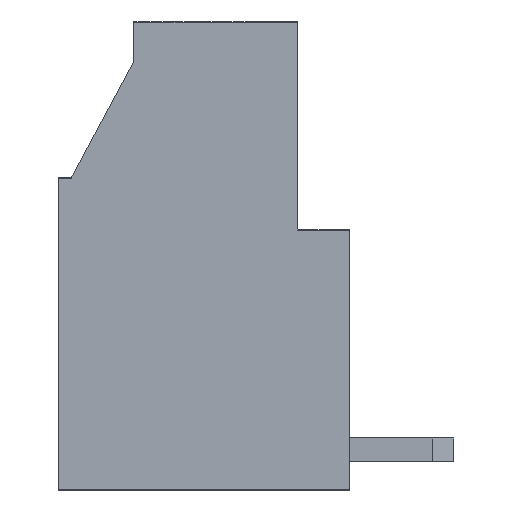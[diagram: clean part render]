
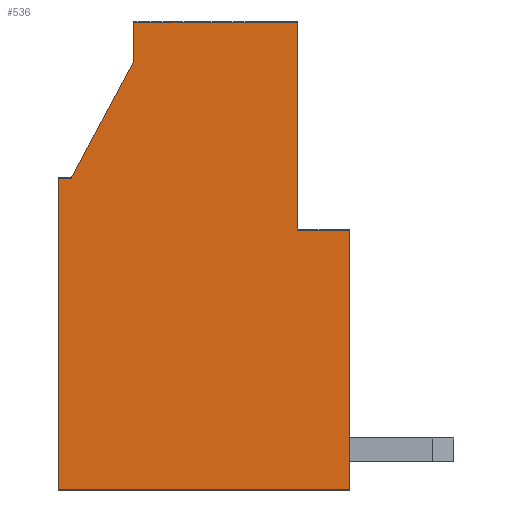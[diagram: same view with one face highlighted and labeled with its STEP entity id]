
A CAD part, front view. The second image highlights one B-rep face of the part: STEP entity #536.
In plain terms, the highlighted planar face has unit normal (0, -1, 0).
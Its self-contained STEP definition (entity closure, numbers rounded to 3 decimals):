
#536 = ADVANCED_FACE( '', ( #1115 ), #1116, .F. );
#1115 = FACE_OUTER_BOUND( '', #1744, .T. );
#1116 = PLANE( '', #1745 );
#1744 = EDGE_LOOP( '', ( #3169, #3170, #3171, #3172, #3173, #3174, #3175, #3176, #3177 ) );
#1745 = AXIS2_PLACEMENT_3D( '', #3178, #3179, #3180 );
#3169 = ORIENTED_EDGE( '', *, *, #4493, .T. );
#3170 = ORIENTED_EDGE( '', *, *, #3981, .T. );
#3171 = ORIENTED_EDGE( '', *, *, #4141, .T. );
#3172 = ORIENTED_EDGE( '', *, *, #4494, .T. );
#3173 = ORIENTED_EDGE( '', *, *, #4386, .T. );
#3174 = ORIENTED_EDGE( '', *, *, #4165, .T. );
#3175 = ORIENTED_EDGE( '', *, *, #3907, .F. );
#3176 = ORIENTED_EDGE( '', *, *, #4495, .F. );
#3177 = ORIENTED_EDGE( '', *, *, #3931, .F. );
#3178 = CARTESIAN_POINT( '', ( 12.32, -2.5, -5.26 ) );
#3179 = DIRECTION( '', ( 0., 1., 0. ) );
#3180 = DIRECTION( '', ( 1., 0., 0. ) );
#3907 = EDGE_CURVE( '', #4679, #4681, #4682, .T. );
#3931 = EDGE_CURVE( '', #4723, #4725, #4726, .T. );
#3981 = EDGE_CURVE( '', #4815, #4813, #4816, .T. );
#4141 = EDGE_CURVE( '', #4813, #5089, #5091, .T. );
#4165 = EDGE_CURVE( '', #5126, #4681, #5127, .T. );
#4386 = EDGE_CURVE( '', #5459, #5126, #5461, .T. );
#4493 = EDGE_CURVE( '', #4723, #4815, #5600, .T. );
#4494 = EDGE_CURVE( '', #5089, #5459, #5601, .T. );
#4495 = EDGE_CURVE( '', #4725, #4679, #5602, .T. );
#4679 = VERTEX_POINT( '', #5820 );
#4681 = VERTEX_POINT( '', #5823 );
#4682 = LINE( '', #5824, #5825 );
#4723 = VERTEX_POINT( '', #5884 );
#4725 = VERTEX_POINT( '', #5887 );
#4726 = LINE( '', #5888, #5889 );
#4813 = VERTEX_POINT( '', #6015 );
#4815 = VERTEX_POINT( '', #6018 );
#4816 = LINE( '', #6019, #6020 );
#5089 = VERTEX_POINT( '', #6419 );
#5091 = LINE( '', #6422, #6423 );
#5126 = VERTEX_POINT( '', #6474 );
#5127 = LINE( '', #6475, #6476 );
#5459 = VERTEX_POINT( '', #6963 );
#5461 = LINE( '', #6966, #6967 );
#5600 = LINE( '', #7178, #7179 );
#5601 = LINE( '', #7180, #7181 );
#5602 = LINE( '', #7182, #7183 );
#5820 = CARTESIAN_POINT( '', ( 2.9, -2.5, 16.5 ) );
#5823 = CARTESIAN_POINT( '', ( 2.9, -2.5, 18. ) );
#5824 = CARTESIAN_POINT( '', ( 2.9, -2.5, -1. ) );
#5825 = VECTOR( '', #7421, 1000. );
#5884 = CARTESIAN_POINT( '', ( 0., -2.5, 12. ) );
#5887 = CARTESIAN_POINT( '', ( 0.5, -2.5, 12. ) );
#5888 = CARTESIAN_POINT( '', ( 5.35, -2.5, 12. ) );
#5889 = VECTOR( '', #7441, 1000. );
#6015 = CARTESIAN_POINT( '', ( 11.2, -2.5, 0. ) );
#6018 = CARTESIAN_POINT( '', ( 0., -2.5, 0. ) );
#6019 = CARTESIAN_POINT( '', ( 5.35, -2.5, 0. ) );
#6020 = VECTOR( '', #7482, 1000. );
#6419 = CARTESIAN_POINT( '', ( 11.2, -2.5, 10. ) );
#6422 = CARTESIAN_POINT( '', ( 11.2, -2.5, -1. ) );
#6423 = VECTOR( '', #7628, 1000. );
#6474 = CARTESIAN_POINT( '', ( 9.2, -2.5, 18. ) );
#6475 = CARTESIAN_POINT( '', ( 5.35, -2.5, 18. ) );
#6476 = VECTOR( '', #7648, 1000. );
#6963 = CARTESIAN_POINT( '', ( 9.2, -2.5, 10. ) );
#6966 = CARTESIAN_POINT( '', ( 9.2, -2.5, -1. ) );
#6967 = VECTOR( '', #7856, 1000. );
#7178 = CARTESIAN_POINT( '', ( 0., -2.5, -1. ) );
#7179 = VECTOR( '', #7941, 1000. );
#7180 = CARTESIAN_POINT( '', ( 5.35, -2.5, 10. ) );
#7181 = VECTOR( '', #7942, 1000. );
#7182 = CARTESIAN_POINT( '', ( -6.433, -2.5, -1. ) );
#7183 = VECTOR( '', #7943, 1000. );
#7421 = DIRECTION( '', ( 0., 0., 1. ) );
#7441 = DIRECTION( '', ( 1., 0., 0. ) );
#7482 = DIRECTION( '', ( 1., 0., 0. ) );
#7628 = DIRECTION( '', ( 0., 0., 1. ) );
#7648 = DIRECTION( '', ( -1., 0., 0. ) );
#7856 = DIRECTION( '', ( 0., 0., 1. ) );
#7941 = DIRECTION( '', ( 0., 0., -1. ) );
#7942 = DIRECTION( '', ( -1., 0., 0. ) );
#7943 = DIRECTION( '', ( 0.471, 0., 0.882 ) );
